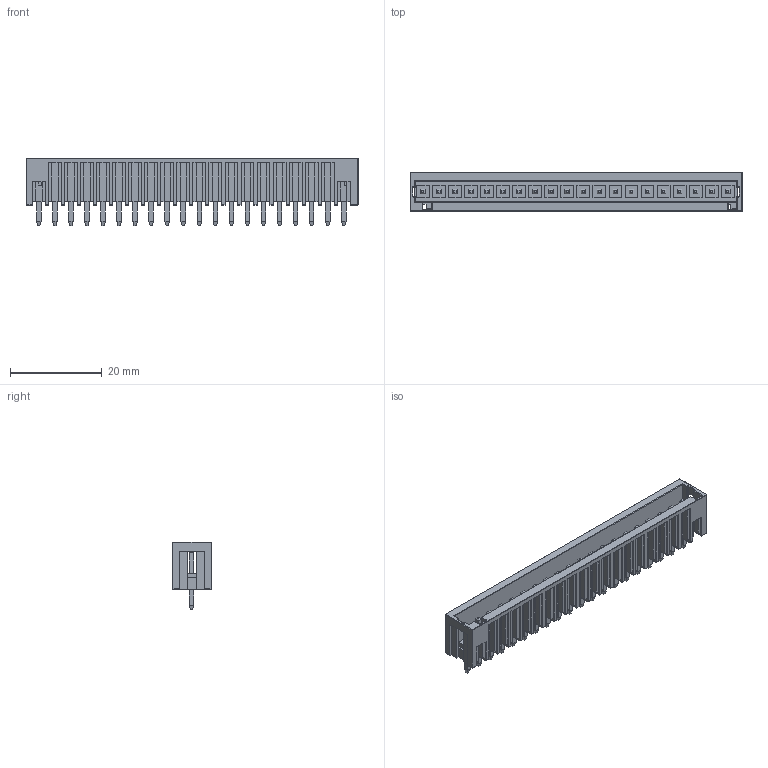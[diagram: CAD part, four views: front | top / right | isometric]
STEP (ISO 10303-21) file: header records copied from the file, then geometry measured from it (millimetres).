
FILE_DESCRIPTION(/* description */ ('model of Wago_734-150_1x20_P3.50mm_Vertical'),/* implementation_level */ '2;1');
FILE_NAME(/* name */ 'Wago_734-150_1x20_P3.50mm_Vertical.step',/* time_stamp */ '2020-11-11T11:48:54',/* author */ ('kicad StepUp','ksu'),/* organization */ ('FreeCAD'),/* preprocessor_version */ 'OCC',/* originating_system */ 'kicad StepUp',/* authorisation */ '');
FILE_SCHEMA(('AUTOMOTIVE_DESIGN { 1 0 10303 214 1 1 1 1 }'));
Length unit declared in the file: millimetre
Products named in the file (1): Wago_734_150_1x20_P350mm_Vertical
Bounding box: 72.4 x 8.5 x 14.8 mm (x, y, z)
Volume: 2544.8 mm3; surface area: 6274.4 mm2
Topology: 1 solids, 1 shells, 883 faces, 2248 edges, 1399 vertices
Faces by surface type: plane 738, cylinder 105, sphere 21, torus 19
Entity records: 32164 total; most frequent: CARTESIAN_POINT 4686, ORIENTED_EDGE 4454, DIRECTION 4216, EDGE_CURVE 2227, LINE 1990, VECTOR 1990, VERTEX_POINT 1399, AXIS2_PLACEMENT_3D 1113
